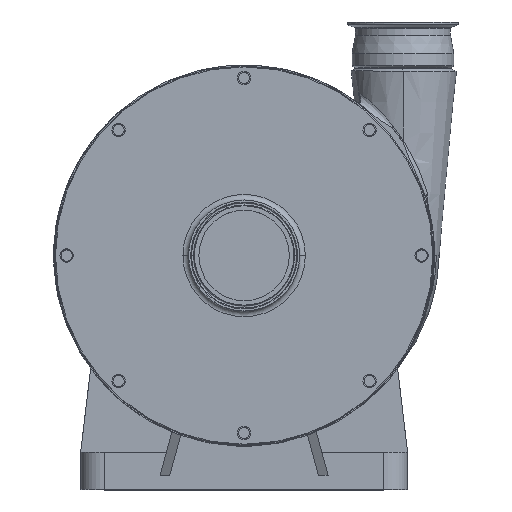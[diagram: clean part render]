
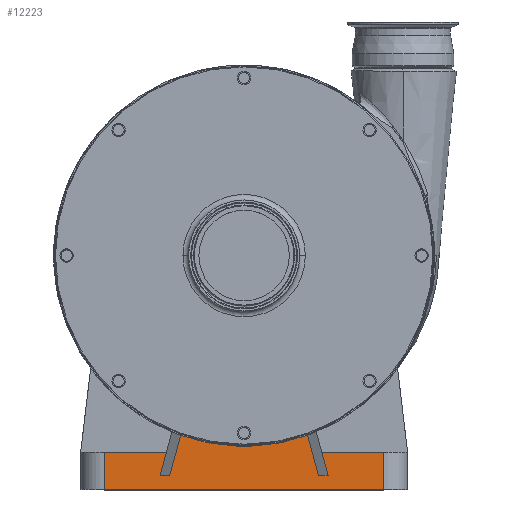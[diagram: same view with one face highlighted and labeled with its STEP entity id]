
A CAD part, top view. The second image highlights one B-rep face of the part: STEP entity #12223.
In plain terms, the highlighted planar face has unit normal (0, 0, 1).
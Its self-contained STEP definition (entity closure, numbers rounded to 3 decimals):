
#955 = VERTEX_POINT ( 'NONE', #22020 ) ;
#1049 = ORIENTED_EDGE ( 'NONE', *, *, #7958, .T. ) ;
#1074 = VECTOR ( 'NONE', #11994, 1000. ) ;
#1477 = DIRECTION ( 'NONE',  ( -1., 0., 0. ) ) ;
#1527 = LINE ( 'NONE', #8495, #21357 ) ;
#1670 = LINE ( 'NONE', #10458, #5145 ) ;
#1799 = LINE ( 'NONE', #21081, #7101 ) ;
#1866 = VERTEX_POINT ( 'NONE', #16721 ) ;
#2001 = CARTESIAN_POINT ( 'NONE',  ( -67.186, -151.072, -80. ) ) ;
#2131 = EDGE_CURVE ( 'NONE', #9787, #9952, #18290, .T. ) ;
#2527 = VERTEX_POINT ( 'NONE', #21961 ) ;
#2643 = CARTESIAN_POINT ( 'NONE',  ( 0., 0., -80. ) ) ;
#2860 = CARTESIAN_POINT ( 'NONE',  ( 149.6, -210., -80. ) ) ;
#2913 = DIRECTION ( 'NONE',  ( 1., 0., 0. ) ) ;
#3051 = CARTESIAN_POINT ( 'NONE',  ( 149.6, -250., -80. ) ) ;
#3264 = VERTEX_POINT ( 'NONE', #13678 ) ;
#3291 = CARTESIAN_POINT ( 'NONE',  ( -79.637, -235., -80. ) ) ;
#3540 = ORIENTED_EDGE ( 'NONE', *, *, #19487, .T. ) ;
#3800 = DIRECTION ( 'NONE',  ( -0.262, -0.965, 0. ) ) ;
#3808 = EDGE_CURVE ( 'NONE', #2527, #3264, #1670, .T. ) ;
#3878 = ORIENTED_EDGE ( 'NONE', *, *, #17352, .T. ) ;
#3880 = ORIENTED_EDGE ( 'NONE', *, *, #3808, .T. ) ;
#3917 = CARTESIAN_POINT ( 'NONE',  ( -40.6, -91.387, -80. ) ) ;
#4504 = VERTEX_POINT ( 'NONE', #21395 ) ;
#4892 = LINE ( 'NONE', #3051, #22508 ) ;
#4912 = DIRECTION ( 'NONE',  ( -1., 0., 0. ) ) ;
#4922 = EDGE_CURVE ( 'NONE', #955, #1866, #16458, .T. ) ;
#5145 = VECTOR ( 'NONE', #17418, 1000. ) ;
#5354 = CARTESIAN_POINT ( 'NONE',  ( 149.6, -210., -80. ) ) ;
#5462 = LINE ( 'NONE', #15833, #7135 ) ;
#5768 = VECTOR ( 'NONE', #16078, 1000. ) ;
#5971 = CARTESIAN_POINT ( 'NONE',  ( 149.6, -250., -80. ) ) ;
#6083 = EDGE_CURVE ( 'NONE', #2527, #9787, #20850, .T. ) ;
#6157 = VECTOR ( 'NONE', #16087, 1000. ) ;
#6805 = VECTOR ( 'NONE', #13874, 1000. ) ;
#6885 = LINE ( 'NONE', #3917, #14098 ) ;
#7101 = VECTOR ( 'NONE', #8425, 1000. ) ;
#7135 = VECTOR ( 'NONE', #14105, 1000. ) ;
#7958 = EDGE_CURVE ( 'NONE', #17996, #955, #1799, .T. ) ;
#8407 = ORIENTED_EDGE ( 'NONE', *, *, #18503, .F. ) ;
#8425 = DIRECTION ( 'NONE',  ( -0.262, 0.965, 0. ) ) ;
#8495 = CARTESIAN_POINT ( 'NONE',  ( 0., -235., -80. ) ) ;
#9075 = CARTESIAN_POINT ( 'NONE',  ( 149.6, -210., -80. ) ) ;
#9096 = LINE ( 'NONE', #9509, #5768 ) ;
#9445 = ORIENTED_EDGE ( 'NONE', *, *, #6083, .F. ) ;
#9509 = CARTESIAN_POINT ( 'NONE',  ( -90., -235., -80. ) ) ;
#9591 = DIRECTION ( 'NONE',  ( 0., 0., -1. ) ) ;
#9787 = VERTEX_POINT ( 'NONE', #9075 ) ;
#9952 = VERTEX_POINT ( 'NONE', #5971 ) ;
#10398 = EDGE_CURVE ( 'NONE', #11764, #4504, #15373, .T. ) ;
#10452 = DIRECTION ( 'NONE',  ( 1., 0., 0. ) ) ;
#10458 = CARTESIAN_POINT ( 'NONE',  ( 87.773, -226.806, -80. ) ) ;
#10678 = VERTEX_POINT ( 'NONE', #14665 ) ;
#10916 = ORIENTED_EDGE ( 'NONE', *, *, #18726, .T. ) ;
#10936 = CARTESIAN_POINT ( 'NONE',  ( -149.6, -210., -80. ) ) ;
#11764 = VERTEX_POINT ( 'NONE', #14543 ) ;
#11925 = ORIENTED_EDGE ( 'NONE', *, *, #2131, .F. ) ;
#11994 = DIRECTION ( 'NONE',  ( 0., -1., 0. ) ) ;
#12223 = ADVANCED_FACE ( 'NONE', ( #15081 ), #22138, .F. ) ;
#12539 = ORIENTED_EDGE ( 'NONE', *, *, #4922, .T. ) ;
#12607 = VERTEX_POINT ( 'NONE', #3291 ) ;
#13048 = CARTESIAN_POINT ( 'NONE',  ( 149.6, -210., -80. ) ) ;
#13678 = CARTESIAN_POINT ( 'NONE',  ( 90., -235., -80. ) ) ;
#13874 = DIRECTION ( 'NONE',  ( 0.262, 0.965, 0. ) ) ;
#14041 = CARTESIAN_POINT ( 'NONE',  ( 79.637, -235., -80. ) ) ;
#14098 = VECTOR ( 'NONE', #3800, 1000. ) ;
#14105 = DIRECTION ( 'NONE',  ( 1., 0., 0. ) ) ;
#14133 = EDGE_CURVE ( 'NONE', #14998, #4504, #5462, .T. ) ;
#14543 = CARTESIAN_POINT ( 'NONE',  ( -90., -235., -80. ) ) ;
#14665 = CARTESIAN_POINT ( 'NONE',  ( -149.6, -250., -80. ) ) ;
#14998 = VERTEX_POINT ( 'NONE', #21991 ) ;
#15081 = FACE_OUTER_BOUND ( 'NONE', #22030, .T. ) ;
#15373 = LINE ( 'NONE', #2001, #6805 ) ;
#15833 = CARTESIAN_POINT ( 'NONE',  ( 149.6, -210., -80. ) ) ;
#16078 = DIRECTION ( 'NONE',  ( 1., 0., 0. ) ) ;
#16087 = DIRECTION ( 'NONE',  ( 0., -1., 0. ) ) ;
#16135 = VECTOR ( 'NONE', #10452, 1000. ) ;
#16190 = LINE ( 'NONE', #10936, #6157 ) ;
#16281 = EDGE_CURVE ( 'NONE', #17996, #3264, #1527, .T. ) ;
#16458 = CIRCLE ( 'NONE', #20096, 100. ) ;
#16721 = CARTESIAN_POINT ( 'NONE',  ( -40.6, -91.387, -80. ) ) ;
#17352 = EDGE_CURVE ( 'NONE', #1866, #12607, #6885, .T. ) ;
#17418 = DIRECTION ( 'NONE',  ( 0.262, -0.965, 0. ) ) ;
#17996 = VERTEX_POINT ( 'NONE', #14041 ) ;
#18290 = LINE ( 'NONE', #13048, #1074 ) ;
#18503 = EDGE_CURVE ( 'NONE', #11764, #12607, #9096, .T. ) ;
#18726 = EDGE_CURVE ( 'NONE', #10678, #9952, #4892, .T. ) ;
#18861 = AXIS2_PLACEMENT_3D ( 'NONE', #2860, #22254, #1477 ) ;
#19487 = EDGE_CURVE ( 'NONE', #14998, #10678, #16190, .T. ) ;
#19731 = ORIENTED_EDGE ( 'NONE', *, *, #16281, .F. ) ;
#20096 = AXIS2_PLACEMENT_3D ( 'NONE', #2643, #9591, #4912 ) ;
#20558 = ORIENTED_EDGE ( 'NONE', *, *, #14133, .F. ) ;
#20735 = DIRECTION ( 'NONE',  ( 1., 0., 0. ) ) ;
#20850 = LINE ( 'NONE', #5354, #16135 ) ;
#21081 = CARTESIAN_POINT ( 'NONE',  ( 80.35, -237.623, -80. ) ) ;
#21357 = VECTOR ( 'NONE', #2913, 1000. ) ;
#21395 = CARTESIAN_POINT ( 'NONE',  ( -83.204, -210., -80. ) ) ;
#21961 = CARTESIAN_POINT ( 'NONE',  ( 83.204, -210., -80. ) ) ;
#21991 = CARTESIAN_POINT ( 'NONE',  ( -149.6, -210., -80. ) ) ;
#22020 = CARTESIAN_POINT ( 'NONE',  ( 40.6, -91.387, -80. ) ) ;
#22030 = EDGE_LOOP ( 'NONE', ( #3878, #8407, #22103, #20558, #3540, #10916, #11925, #9445, #3880, #19731, #1049, #12539 ) ) ;
#22103 = ORIENTED_EDGE ( 'NONE', *, *, #10398, .T. ) ;
#22138 = PLANE ( 'NONE',  #18861 ) ;
#22254 = DIRECTION ( 'NONE',  ( 0., 0., -1. ) ) ;
#22508 = VECTOR ( 'NONE', #20735, 1000. ) ;
